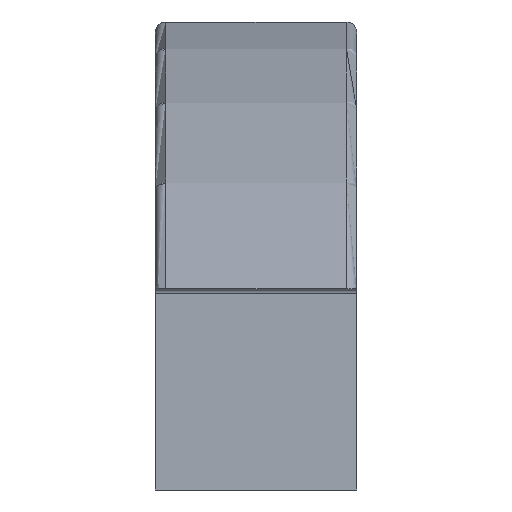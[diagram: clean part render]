
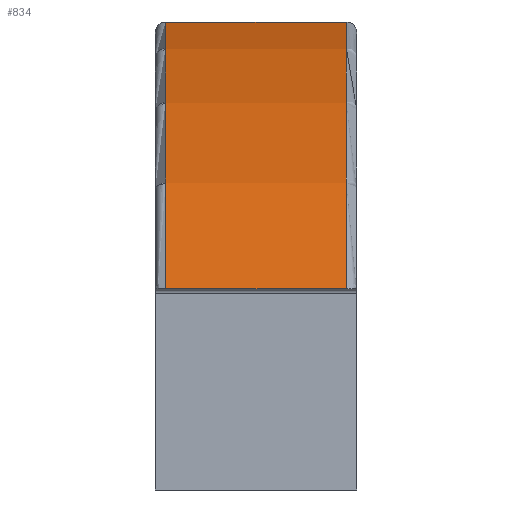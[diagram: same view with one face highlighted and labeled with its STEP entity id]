
A CAD part, left-side view. The second image highlights one B-rep face of the part: STEP entity #834.
In plain terms, the highlighted cylindrical face has radius 190.5 mm (diameter 381 mm), a partial arc.
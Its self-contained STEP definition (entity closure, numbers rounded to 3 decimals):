
#43=CYLINDRICAL_SURFACE('',#920,190.5);
#83=CIRCLE('',#919,190.5);
#84=CIRCLE('',#921,190.5);
#120=FACE_OUTER_BOUND('',#171,.T.);
#171=EDGE_LOOP('',(#673,#674,#675,#676));
#253=LINE('',#1670,#305);
#263=LINE('',#1721,#315);
#305=VECTOR('',#1057,10.);
#315=VECTOR('',#1093,10.);
#381=VERTEX_POINT('',#1582);
#385=VERTEX_POINT('',#1662);
#400=VERTEX_POINT('',#1704);
#401=VERTEX_POINT('',#1719);
#483=EDGE_CURVE('',#381,#385,#253,.T.);
#500=EDGE_CURVE('',#385,#400,#83,.T.);
#502=EDGE_CURVE('',#401,#381,#84,.T.);
#503=EDGE_CURVE('',#401,#400,#263,.T.);
#673=ORIENTED_EDGE('',*,*,#483,.F.);
#674=ORIENTED_EDGE('',*,*,#502,.F.);
#675=ORIENTED_EDGE('',*,*,#503,.T.);
#676=ORIENTED_EDGE('',*,*,#500,.F.);
#834=ADVANCED_FACE('',(#120),#43,.T.);
#919=AXIS2_PLACEMENT_3D('',#1705,#1087,#1088);
#920=AXIS2_PLACEMENT_3D('',#1718,#1089,#1090);
#921=AXIS2_PLACEMENT_3D('',#1720,#1091,#1092);
#1057=DIRECTION('',(0.,-1.,0.));
#1087=DIRECTION('center_axis',(0.,-1.,0.));
#1088=DIRECTION('ref_axis',(0.,0.,1.));
#1089=DIRECTION('center_axis',(0.,-1.,0.));
#1090=DIRECTION('ref_axis',(-0.512,0.,0.859));
#1091=DIRECTION('center_axis',(0.,1.,0.));
#1092=DIRECTION('ref_axis',(0.,0.,1.));
#1093=DIRECTION('',(0.,-1.,0.));
#1582=CARTESIAN_POINT('',(-10.528,9.,199.551));
#1662=CARTESIAN_POINT('',(-10.528,-9.,199.551));
#1670=CARTESIAN_POINT('',(-10.528,0.,199.551));
#1704=CARTESIAN_POINT('',(-97.5,-9.,173.));
#1705=CARTESIAN_POINT('Origin',(0.,-9.,9.342));
#1718=CARTESIAN_POINT('Origin',(0.,0.,9.342));
#1719=CARTESIAN_POINT('',(-97.5,9.,173.));
#1720=CARTESIAN_POINT('Origin',(0.,9.,9.342));
#1721=CARTESIAN_POINT('',(-97.5,0.,173.));
